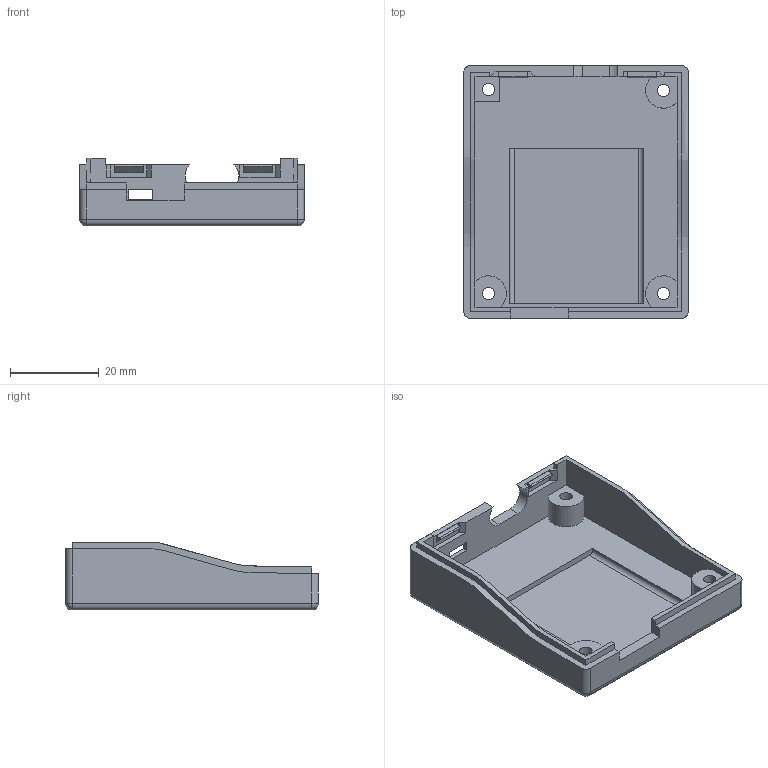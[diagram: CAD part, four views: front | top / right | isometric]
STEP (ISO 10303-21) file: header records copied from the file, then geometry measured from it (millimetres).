
FILE_DESCRIPTION(/* description */ (''),/* implementation_level */ '2;1');
FILE_NAME(/* name */ 'Lower.step',/* time_stamp */ '2022-01-21T07:48:30-06:00',/* author */ (''),/* organization */ (''),/* preprocessor_version */ 'ST-DEVELOPER v18.1',/* originating_system */ 'Autodesk Translation Framework v10.13.0.1454',/* authorisation */ '');
FILE_SCHEMA (('AUTOMOTIVE_DESIGN { 1 0 10303 214 3 1 1 }'));
Length unit declared in the file: millimetre
Products named in the file (1): Lower
Bounding box: 50.53 x 56.88 x 15.26 mm (x, y, z)
Volume: 10573.5 mm3; surface area: 10476.4 mm2
Topology: 1 solids, 1 shells, 103 faces, 267 edges, 172 vertices
Faces by surface type: plane 67, cylinder 28, bspline 4, sphere 4
Full cylindrical faces by diameter (mm): 2.8 x4, 3.962 x2, 5.5 x2
Entity records: 5097 total; most frequent: CARTESIAN_POINT 2577, ORIENTED_EDGE 534, DIRECTION 473, EDGE_CURVE 267, VERTEX_POINT 172, LINE 169, VECTOR 169, AXIS2_PLACEMENT_3D 152
